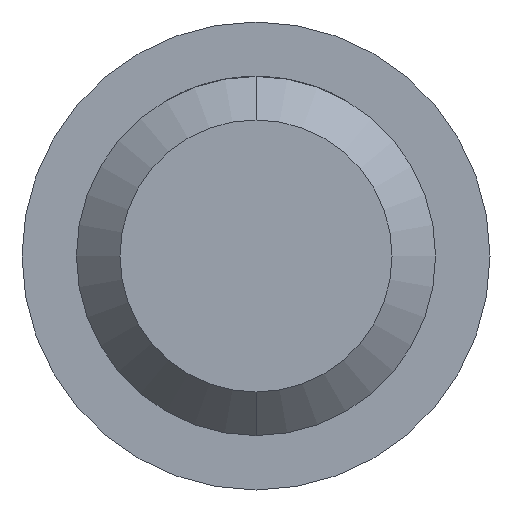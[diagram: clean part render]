
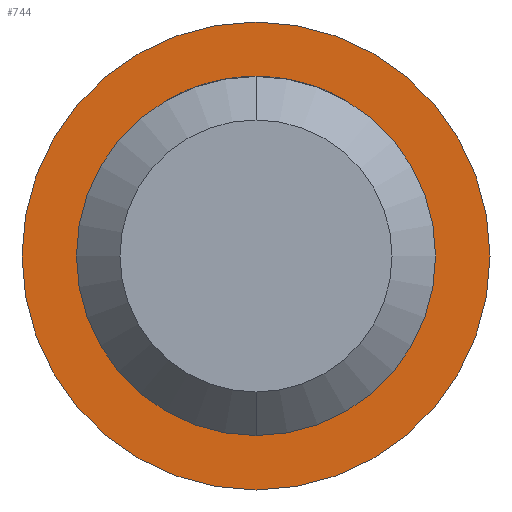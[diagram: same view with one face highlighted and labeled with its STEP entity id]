
A CAD part, front view. The second image highlights one B-rep face of the part: STEP entity #744.
In plain terms, the highlighted planar face has unit normal (0, -1, 0).
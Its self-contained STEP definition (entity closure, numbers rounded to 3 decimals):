
#128 = DIRECTION ( 'NONE',  ( 0., -1., 0. ) ) ;
#155 = ORIENTED_EDGE ( 'NONE', *, *, #1046, .F. ) ;
#161 = ORIENTED_EDGE ( 'NONE', *, *, #3145, .T. ) ;
#226 = VERTEX_POINT ( 'NONE', #630 ) ;
#424 = EDGE_LOOP ( 'NONE', ( #155, #2493 ) ) ;
#477 = CARTESIAN_POINT ( 'NONE',  ( -0.825, 17., 0. ) ) ;
#630 = CARTESIAN_POINT ( 'NONE',  ( 0., 17., 0.825 ) ) ;
#637 = DIRECTION ( 'NONE',  ( 0., 0., -1. ) ) ;
#744 = ADVANCED_FACE ( 'Defeature ausgef�hrt1_2', ( #954, #2211 ), #1238, .F. ) ;
#913 = ORIENTED_EDGE ( 'NONE', *, *, #3069, .T. ) ;
#936 = AXIS2_PLACEMENT_3D ( 'NONE', #1189, #1152, #1937 ) ;
#954 = FACE_BOUND ( 'NONE', #424, .T. ) ;
#987 = DIRECTION ( 'NONE',  ( 0., 0., 1. ) ) ;
#1021 = CARTESIAN_POINT ( 'NONE',  ( 0., 17., 0. ) ) ;
#1046 = EDGE_CURVE ( 'Defeature ausgef�hrt1_1+Defeature ausgef�hrt1_2+Defeature ausgef�hrt1_2+Defeature ausgef�hrt1_2', #3021, #226, #2701, .T. ) ;
#1106 = AXIS2_PLACEMENT_3D ( 'NONE', #2131, #1907, #1140 ) ;
#1140 = DIRECTION ( 'NONE',  ( 0., 0., -1. ) ) ;
#1152 = DIRECTION ( 'NONE',  ( 0., -1., 0. ) ) ;
#1189 = CARTESIAN_POINT ( 'NONE',  ( 0., 17., 0. ) ) ;
#1238 = PLANE ( 'NONE',  #2309 ) ;
#1263 = VERTEX_POINT ( 'NONE', #2378 ) ;
#1353 = CARTESIAN_POINT ( 'NONE',  ( 0., 17., -0.825 ) ) ;
#1512 = DIRECTION ( 'NONE',  ( 0., -1., 0. ) ) ;
#1532 = EDGE_CURVE ( 'Defeature ausgef�hrt1_1+Defeature ausgef�hrt1_2+Defeature ausgef�hrt1_2+Defeature ausgef�hrt1_2', #226, #3021, #1595, .T. ) ;
#1595 = CIRCLE ( 'NONE', #936, 0.825 ) ;
#1869 = AXIS2_PLACEMENT_3D ( 'NONE', #1021, #1512, #3278 ) ;
#1886 = CARTESIAN_POINT ( 'NONE',  ( 0., 17., 0. ) ) ;
#1907 = DIRECTION ( 'NONE',  ( 0., -1., 0. ) ) ;
#1937 = DIRECTION ( 'NONE',  ( 0., 0., -1. ) ) ;
#2012 = DIRECTION ( 'NONE',  ( 0., 1., 0. ) ) ;
#2079 = EDGE_LOOP ( 'NONE', ( #161, #913 ) ) ;
#2107 = CIRCLE ( 'NONE', #1106, 1.075 ) ;
#2131 = CARTESIAN_POINT ( 'NONE',  ( 0., 17., 0. ) ) ;
#2163 = CARTESIAN_POINT ( 'NONE',  ( 0., 17., -1.075 ) ) ;
#2211 = FACE_OUTER_BOUND ( 'NONE', #2079, .T. ) ;
#2237 = AXIS2_PLACEMENT_3D ( 'NONE', #1886, #128, #637 ) ;
#2309 = AXIS2_PLACEMENT_3D ( 'NONE', #477, #2012, #987 ) ;
#2378 = CARTESIAN_POINT ( 'NONE',  ( 0., 17., 1.075 ) ) ;
#2493 = ORIENTED_EDGE ( 'NONE', *, *, #1532, .F. ) ;
#2701 = CIRCLE ( 'NONE', #1869, 0.825 ) ;
#2784 = CIRCLE ( 'NONE', #2237, 1.075 ) ;
#3021 = VERTEX_POINT ( 'NONE', #1353 ) ;
#3069 = EDGE_CURVE ( 'Defeature ausgef�hrt1_2+Defeature ausgef�hrt1_3+Defeature ausgef�hrt1_3+Defeature ausgef�hrt1_3', #1263, #3106, #2784, .T. ) ;
#3106 = VERTEX_POINT ( 'NONE', #2163 ) ;
#3145 = EDGE_CURVE ( 'Defeature ausgef�hrt1_2+Defeature ausgef�hrt1_3+Defeature ausgef�hrt1_3+Defeature ausgef�hrt1_3', #3106, #1263, #2107, .T. ) ;
#3278 = DIRECTION ( 'NONE',  ( 0., 0., -1. ) ) ;
